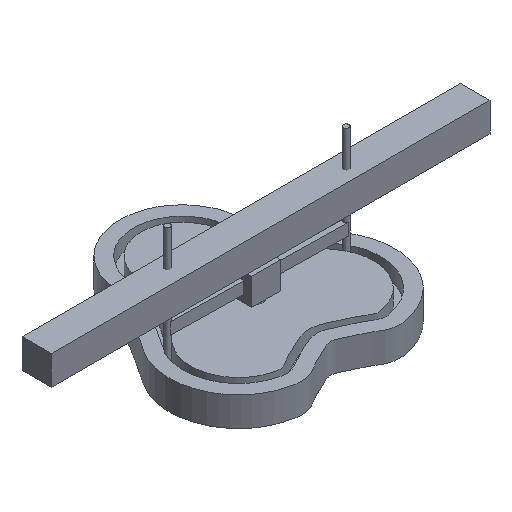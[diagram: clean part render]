
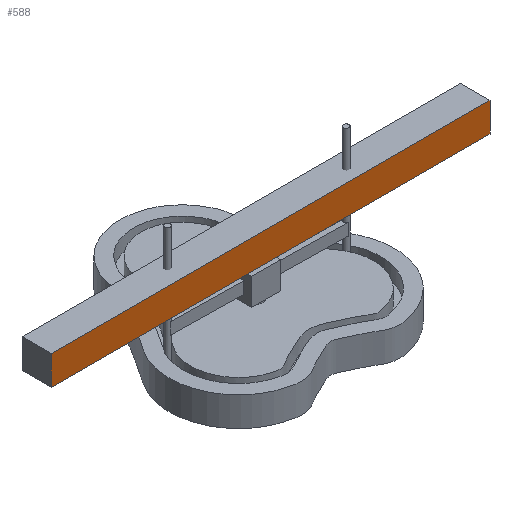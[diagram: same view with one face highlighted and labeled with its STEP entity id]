
A CAD part, isometric view. The second image highlights one B-rep face of the part: STEP entity #588.
In plain terms, the highlighted face is planar.
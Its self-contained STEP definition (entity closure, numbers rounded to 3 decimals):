
#53=PLANE('',#668);
#104=FACE_OUTER_BOUND('',#147,.T.);
#147=EDGE_LOOP('',(#462,#463,#464,#465));
#184=LINE('',#3444,#237);
#185=LINE('',#3446,#238);
#186=LINE('',#3448,#239);
#187=LINE('',#3449,#240);
#237=VECTOR('',#745,10.);
#238=VECTOR('',#746,10.);
#239=VECTOR('',#747,10.);
#240=VECTOR('',#748,10.);
#309=VERTEX_POINT('',#3442);
#310=VERTEX_POINT('',#3443);
#311=VERTEX_POINT('',#3445);
#312=VERTEX_POINT('',#3447);
#366=EDGE_CURVE('',#309,#310,#184,.T.);
#367=EDGE_CURVE('',#310,#311,#185,.T.);
#368=EDGE_CURVE('',#311,#312,#186,.T.);
#369=EDGE_CURVE('',#312,#309,#187,.T.);
#462=ORIENTED_EDGE('',*,*,#366,.T.);
#463=ORIENTED_EDGE('',*,*,#367,.T.);
#464=ORIENTED_EDGE('',*,*,#368,.T.);
#465=ORIENTED_EDGE('',*,*,#369,.T.);
#588=ADVANCED_FACE('',(#104),#53,.T.);
#668=AXIS2_PLACEMENT_3D('',#3441,#743,#744);
#743=DIRECTION('center_axis',(0.018,-1.,0.));
#744=DIRECTION('ref_axis',(0.,0.,-1.));
#745=DIRECTION('',(-1.,-0.018,0.));
#746=DIRECTION('',(0.,0.,-1.));
#747=DIRECTION('',(1.,0.018,0.));
#748=DIRECTION('',(0.,0.,1.));
#3441=CARTESIAN_POINT('Origin',(195.108,-9.998,57.25));
#3442=CARTESIAN_POINT('',(345.084,-7.274,67.25));
#3443=CARTESIAN_POINT('',(45.133,-12.722,67.25));
#3444=CARTESIAN_POINT('',(195.108,-9.998,67.25));
#3445=CARTESIAN_POINT('',(45.133,-12.722,47.25));
#3446=CARTESIAN_POINT('',(45.133,-12.722,67.25));
#3447=CARTESIAN_POINT('',(345.084,-7.274,47.25));
#3448=CARTESIAN_POINT('',(345.084,-7.274,47.25));
#3449=CARTESIAN_POINT('',(345.084,-7.274,67.25));
